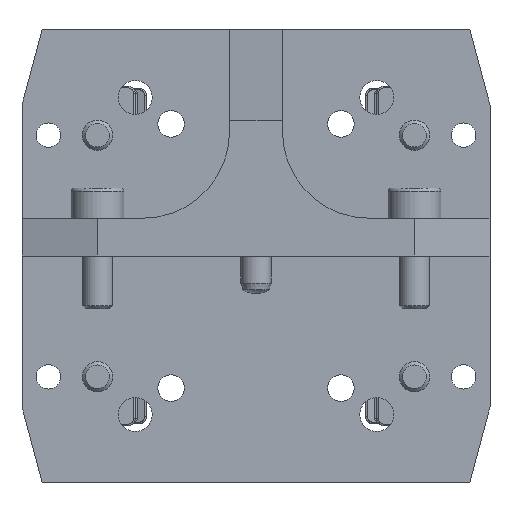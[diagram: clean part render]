
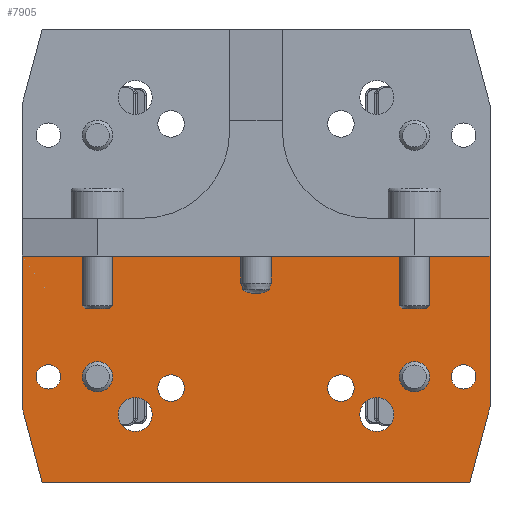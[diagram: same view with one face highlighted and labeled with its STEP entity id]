
A CAD part, front view. The second image highlights one B-rep face of the part: STEP entity #7905.
In plain terms, the highlighted planar face has unit normal (0, -1, 0).
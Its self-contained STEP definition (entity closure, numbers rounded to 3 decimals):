
#389=FACE_BOUND('',#1438,.T.);
#390=FACE_BOUND('',#1439,.T.);
#391=FACE_BOUND('',#1440,.T.);
#392=FACE_BOUND('',#1441,.T.);
#393=FACE_BOUND('',#1442,.T.);
#394=FACE_BOUND('',#1443,.T.);
#395=FACE_BOUND('',#1444,.T.);
#396=FACE_BOUND('',#1445,.T.);
#537=PLANE('',#8838);
#948=FACE_OUTER_BOUND('',#1437,.T.);
#1437=EDGE_LOOP('',(#6712,#6713,#6714,#6715,#6716,#6717));
#1438=EDGE_LOOP('',(#6718));
#1439=EDGE_LOOP('',(#6719));
#1440=EDGE_LOOP('',(#6720,#6721));
#1441=EDGE_LOOP('',(#6722,#6723));
#1442=EDGE_LOOP('',(#6724));
#1443=EDGE_LOOP('',(#6725));
#1444=EDGE_LOOP('',(#6726,#6727));
#1445=EDGE_LOOP('',(#6728,#6729));
#1884=LINE('',#14818,#2327);
#1891=LINE('',#14830,#2334);
#1896=LINE('',#14855,#2339);
#1900=LINE('',#14870,#2343);
#1902=LINE('',#14874,#2345);
#1903=LINE('',#14875,#2346);
#2327=VECTOR('',#11014,10.);
#2334=VECTOR('',#11023,10.);
#2339=VECTOR('',#11048,10.);
#2343=VECTOR('',#11064,10.);
#2345=VECTOR('',#11068,10.);
#2346=VECTOR('',#11069,10.);
#2378=CIRCLE('',#7970,2.);
#2401=CIRCLE('',#8011,2.);
#2804=CIRCLE('',#8788,1.75);
#2805=CIRCLE('',#8789,1.75);
#2810=CIRCLE('',#8797,1.75);
#2811=CIRCLE('',#8798,1.75);
#2833=CIRCLE('',#8839,1.621);
#2834=CIRCLE('',#8840,1.621);
#2835=CIRCLE('',#8841,2.25);
#2836=CIRCLE('',#8842,2.25);
#2837=CIRCLE('',#8843,2.25);
#2838=CIRCLE('',#8844,2.25);
#2868=VERTEX_POINT('',#11247);
#2906=VERTEX_POINT('',#11369);
#3502=VERTEX_POINT('',#14739);
#3503=VERTEX_POINT('',#14740);
#3508=VERTEX_POINT('',#14757);
#3509=VERTEX_POINT('',#14758);
#3526=VERTEX_POINT('',#14815);
#3527=VERTEX_POINT('',#14817);
#3531=VERTEX_POINT('',#14828);
#3541=VERTEX_POINT('',#14853);
#3546=VERTEX_POINT('',#14869);
#3547=VERTEX_POINT('',#14873);
#3548=VERTEX_POINT('',#14876);
#3549=VERTEX_POINT('',#14878);
#3550=VERTEX_POINT('',#14880);
#3551=VERTEX_POINT('',#14881);
#3552=VERTEX_POINT('',#14884);
#3553=VERTEX_POINT('',#14885);
#3585=EDGE_CURVE('',#2868,#2868,#2378,.T.);
#3637=EDGE_CURVE('',#2906,#2906,#2401,.T.);
#4564=EDGE_CURVE('',#3502,#3503,#2804,.T.);
#4565=EDGE_CURVE('',#3503,#3502,#2805,.T.);
#4573=EDGE_CURVE('',#3508,#3509,#2810,.T.);
#4574=EDGE_CURVE('',#3509,#3508,#2811,.T.);
#4602=EDGE_CURVE('',#3527,#3526,#1884,.T.);
#4609=EDGE_CURVE('',#3526,#3531,#1891,.T.);
#4622=EDGE_CURVE('',#3531,#3541,#1896,.T.);
#4629=EDGE_CURVE('',#3546,#3541,#1900,.T.);
#4631=EDGE_CURVE('',#3546,#3547,#1902,.T.);
#4632=EDGE_CURVE('',#3527,#3547,#1903,.T.);
#4633=EDGE_CURVE('',#3548,#3548,#2833,.T.);
#4634=EDGE_CURVE('',#3549,#3549,#2834,.T.);
#4635=EDGE_CURVE('',#3550,#3551,#2835,.T.);
#4636=EDGE_CURVE('',#3551,#3550,#2836,.T.);
#4637=EDGE_CURVE('',#3552,#3553,#2837,.T.);
#4638=EDGE_CURVE('',#3553,#3552,#2838,.T.);
#6712=ORIENTED_EDGE('',*,*,#4629,.F.);
#6713=ORIENTED_EDGE('',*,*,#4631,.T.);
#6714=ORIENTED_EDGE('',*,*,#4632,.F.);
#6715=ORIENTED_EDGE('',*,*,#4602,.T.);
#6716=ORIENTED_EDGE('',*,*,#4609,.T.);
#6717=ORIENTED_EDGE('',*,*,#4622,.T.);
#6718=ORIENTED_EDGE('',*,*,#3585,.T.);
#6719=ORIENTED_EDGE('',*,*,#3637,.T.);
#6720=ORIENTED_EDGE('',*,*,#4564,.T.);
#6721=ORIENTED_EDGE('',*,*,#4565,.T.);
#6722=ORIENTED_EDGE('',*,*,#4573,.T.);
#6723=ORIENTED_EDGE('',*,*,#4574,.T.);
#6724=ORIENTED_EDGE('',*,*,#4633,.T.);
#6725=ORIENTED_EDGE('',*,*,#4634,.T.);
#6726=ORIENTED_EDGE('',*,*,#4635,.T.);
#6727=ORIENTED_EDGE('',*,*,#4636,.T.);
#6728=ORIENTED_EDGE('',*,*,#4637,.T.);
#6729=ORIENTED_EDGE('',*,*,#4638,.T.);
#7905=ADVANCED_FACE('',(#948,#389,#390,#391,#392,#393,#394,#395,#396),#537,
 .T.);
#7970=AXIS2_PLACEMENT_3D('',#11249,#8919,#8920);
#8011=AXIS2_PLACEMENT_3D('',#11371,#9023,#9024);
#8788=AXIS2_PLACEMENT_3D('',#14741,#10928,#10929);
#8789=AXIS2_PLACEMENT_3D('',#14742,#10930,#10931);
#8797=AXIS2_PLACEMENT_3D('',#14759,#10949,#10950);
#8798=AXIS2_PLACEMENT_3D('',#14760,#10951,#10952);
#8838=AXIS2_PLACEMENT_3D('',#14872,#11066,#11067);
#8839=AXIS2_PLACEMENT_3D('',#14877,#11070,#11071);
#8840=AXIS2_PLACEMENT_3D('',#14879,#11072,#11073);
#8841=AXIS2_PLACEMENT_3D('',#14882,#11074,#11075);
#8842=AXIS2_PLACEMENT_3D('',#14883,#11076,#11077);
#8843=AXIS2_PLACEMENT_3D('',#14886,#11078,#11079);
#8844=AXIS2_PLACEMENT_3D('',#14887,#11080,#11081);
#8919=DIRECTION('center_axis',(0.,1.,0.));
#8920=DIRECTION('ref_axis',(1.,0.,0.));
#9023=DIRECTION('center_axis',(0.,1.,0.));
#9024=DIRECTION('ref_axis',(1.,0.,0.));
#10928=DIRECTION('center_axis',(0.,1.,0.));
#10929=DIRECTION('ref_axis',(1.,0.,0.));
#10930=DIRECTION('center_axis',(0.,1.,0.));
#10931=DIRECTION('ref_axis',(1.,0.,0.));
#10949=DIRECTION('center_axis',(0.,1.,0.));
#10950=DIRECTION('ref_axis',(1.,0.,0.));
#10951=DIRECTION('center_axis',(0.,1.,0.));
#10952=DIRECTION('ref_axis',(1.,0.,0.));
#11014=DIRECTION('',(0.,0.,1.));
#11023=DIRECTION('',(-1.,0.,0.));
#11048=DIRECTION('',(0.,0.,-1.));
#11064=DIRECTION('',(-0.259,0.,0.966));
#11066=DIRECTION('center_axis',(0.,-1.,0.));
#11067=DIRECTION('ref_axis',(1.,0.,0.));
#11068=DIRECTION('',(1.,0.,0.));
#11069=DIRECTION('',(-0.259,0.,-0.966));
#11070=DIRECTION('center_axis',(0.,1.,0.));
#11071=DIRECTION('ref_axis',(-1.,0.,0.));
#11072=DIRECTION('center_axis',(0.,1.,0.));
#11073=DIRECTION('ref_axis',(-1.,0.,0.));
#11074=DIRECTION('center_axis',(0.,1.,0.));
#11075=DIRECTION('ref_axis',(1.,0.,0.));
#11076=DIRECTION('center_axis',(0.,1.,0.));
#11077=DIRECTION('ref_axis',(1.,0.,0.));
#11078=DIRECTION('center_axis',(0.,1.,0.));
#11079=DIRECTION('ref_axis',(1.,0.,0.));
#11080=DIRECTION('center_axis',(0.,1.,0.));
#11081=DIRECTION('ref_axis',(1.,0.,0.));
#11247=CARTESIAN_POINT('',(19.,-5.,14.));
#11249=CARTESIAN_POINT('Origin',(21.,-5.,14.));
#11369=CARTESIAN_POINT('',(-23.,-5.,14.));
#11371=CARTESIAN_POINT('Origin',(-21.,-5.,14.));
#14739=CARTESIAN_POINT('',(13.,-5.,12.5));
#14740=CARTESIAN_POINT('',(9.5,-5.,12.5));
#14741=CARTESIAN_POINT('Origin',(11.25,-5.,12.5));
#14742=CARTESIAN_POINT('Origin',(11.25,-5.,12.5));
#14757=CARTESIAN_POINT('',(-9.5,-5.,12.5));
#14758=CARTESIAN_POINT('',(-13.,-5.,12.5));
#14759=CARTESIAN_POINT('Origin',(-11.25,-5.,12.5));
#14760=CARTESIAN_POINT('Origin',(-11.25,-5.,12.5));
#14815=CARTESIAN_POINT('',(31.,-5.,30.));
#14817=CARTESIAN_POINT('',(31.,-5.,10.));
#14818=CARTESIAN_POINT('',(31.,-5.,0.));
#14828=CARTESIAN_POINT('',(-31.,-5.,30.));
#14830=CARTESIAN_POINT('',(-15.5,-5.,30.));
#14853=CARTESIAN_POINT('',(-31.,-5.,10.));
#14855=CARTESIAN_POINT('',(-31.,-5.,60.));
#14869=CARTESIAN_POINT('',(-28.321,-5.,0.));
#14870=CARTESIAN_POINT('',(-31.792,-5.,12.955));
#14872=CARTESIAN_POINT('Origin',(0.,-5.,30.));
#14873=CARTESIAN_POINT('',(28.321,-5.,0.));
#14874=CARTESIAN_POINT('',(-31.,-5.,0.));
#14875=CARTESIAN_POINT('',(31.792,-5.,12.955));
#14876=CARTESIAN_POINT('',(-25.879,-5.,14.));
#14877=CARTESIAN_POINT('Origin',(-27.5,-5.,14.));
#14878=CARTESIAN_POINT('',(29.121,-5.,14.));
#14879=CARTESIAN_POINT('Origin',(27.5,-5.,14.));
#14880=CARTESIAN_POINT('',(18.25,-5.,9.));
#14881=CARTESIAN_POINT('',(13.75,-5.,9.));
#14882=CARTESIAN_POINT('Origin',(16.,-5.,9.));
#14883=CARTESIAN_POINT('Origin',(16.,-5.,9.));
#14884=CARTESIAN_POINT('',(-13.75,-5.,9.));
#14885=CARTESIAN_POINT('',(-18.25,-5.,9.));
#14886=CARTESIAN_POINT('Origin',(-16.,-5.,9.));
#14887=CARTESIAN_POINT('Origin',(-16.,-5.,9.));
